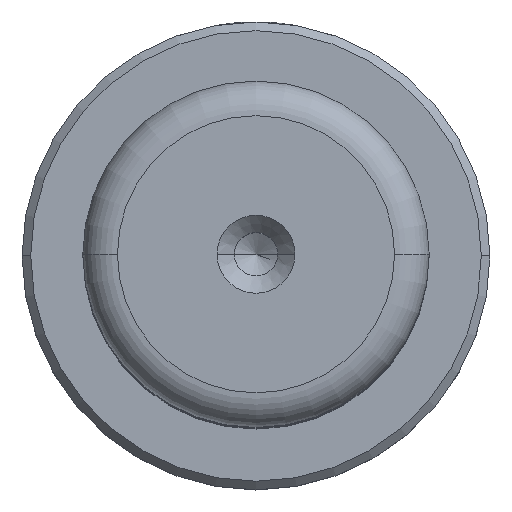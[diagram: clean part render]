
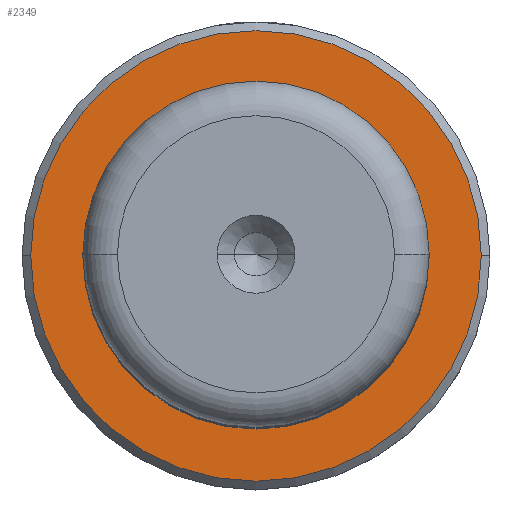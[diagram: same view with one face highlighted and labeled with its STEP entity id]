
A CAD part, top view. The second image highlights one B-rep face of the part: STEP entity #2349.
In plain terms, the highlighted planar face has unit normal (0, 0, 1).
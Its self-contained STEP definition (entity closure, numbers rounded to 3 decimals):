
#27 = CARTESIAN_POINT ( 'NONE',  ( 0., 0., 18. ) ) ;
#45 = DIRECTION ( 'NONE',  ( 1., 0., 0. ) ) ;
#149 = EDGE_CURVE ( 'NONE', #1776, #1295, #1871, .T. ) ;
#169 = DIRECTION ( 'NONE',  ( 0., 0., -1. ) ) ;
#201 = AXIS2_PLACEMENT_3D ( 'NONE', #997, #584, #2021 ) ;
#249 = DIRECTION ( 'NONE',  ( 1., 0., 0. ) ) ;
#370 = CIRCLE ( 'NONE', #1396, 9.495 ) ;
#546 = CIRCLE ( 'NONE', #2126, 13. ) ;
#584 = DIRECTION ( 'NONE',  ( 0., 0., 1. ) ) ;
#634 = VERTEX_POINT ( 'NONE', #850 ) ;
#649 = EDGE_LOOP ( 'NONE', ( #1220, #1613 ) ) ;
#702 = FACE_BOUND ( 'NONE', #2098, .T. ) ;
#730 = AXIS2_PLACEMENT_3D ( 'NONE', #753, #2173, #959 ) ;
#753 = CARTESIAN_POINT ( 'NONE',  ( 0., 0., 18. ) ) ;
#762 = AXIS2_PLACEMENT_3D ( 'NONE', #27, #1498, #249 ) ;
#763 = EDGE_CURVE ( 'NONE', #1934, #634, #2365, .T. ) ;
#831 = FACE_OUTER_BOUND ( 'NONE', #649, .T. ) ;
#850 = CARTESIAN_POINT ( 'NONE',  ( -13., 0., 18. ) ) ;
#905 = EDGE_CURVE ( 'NONE', #634, #1934, #546, .T. ) ;
#959 = DIRECTION ( 'NONE',  ( -1., 0., 0. ) ) ;
#977 = CARTESIAN_POINT ( 'NONE',  ( 9.495, 0., 18. ) ) ;
#979 = ORIENTED_EDGE ( 'NONE', *, *, #2041, .T. ) ;
#997 = CARTESIAN_POINT ( 'NONE',  ( 0., 0., 18. ) ) ;
#1220 = ORIENTED_EDGE ( 'NONE', *, *, #905, .T. ) ;
#1295 = VERTEX_POINT ( 'NONE', #2037 ) ;
#1315 = DIRECTION ( 'NONE',  ( 0., 0., 1. ) ) ;
#1396 = AXIS2_PLACEMENT_3D ( 'NONE', #1427, #169, #1625 ) ;
#1427 = CARTESIAN_POINT ( 'NONE',  ( 0., 0., 18. ) ) ;
#1428 = CARTESIAN_POINT ( 'NONE',  ( 13., 0., 18. ) ) ;
#1498 = DIRECTION ( 'NONE',  ( 0., 0., 1. ) ) ;
#1613 = ORIENTED_EDGE ( 'NONE', *, *, #763, .T. ) ;
#1625 = DIRECTION ( 'NONE',  ( -1., 0., 0. ) ) ;
#1776 = VERTEX_POINT ( 'NONE', #977 ) ;
#1816 = PLANE ( 'NONE',  #201 ) ;
#1871 = CIRCLE ( 'NONE', #730, 9.495 ) ;
#1934 = VERTEX_POINT ( 'NONE', #1428 ) ;
#2021 = DIRECTION ( 'NONE',  ( 1., 0., 0. ) ) ;
#2037 = CARTESIAN_POINT ( 'NONE',  ( -9.495, 0., 18. ) ) ;
#2041 = EDGE_CURVE ( 'NONE', #1295, #1776, #370, .T. ) ;
#2098 = EDGE_LOOP ( 'NONE', ( #979, #2416 ) ) ;
#2126 = AXIS2_PLACEMENT_3D ( 'NONE', #2531, #1315, #45 ) ;
#2173 = DIRECTION ( 'NONE',  ( 0., 0., -1. ) ) ;
#2349 = ADVANCED_FACE ( 'NONE', ( #831, #702 ), #1816, .T. ) ;
#2365 = CIRCLE ( 'NONE', #762, 13. ) ;
#2416 = ORIENTED_EDGE ( 'NONE', *, *, #149, .T. ) ;
#2531 = CARTESIAN_POINT ( 'NONE',  ( 0., 0., 18. ) ) ;
